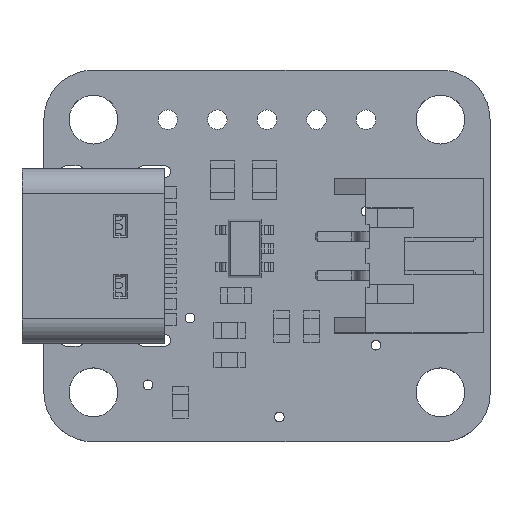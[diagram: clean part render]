
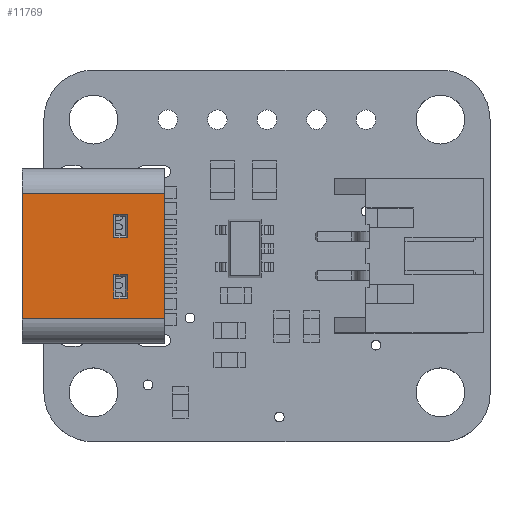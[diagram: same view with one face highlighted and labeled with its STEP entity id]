
A CAD part, top view. The second image highlights one B-rep face of the part: STEP entity #11769.
In plain terms, the highlighted planar face has unit normal (0, 0, 1).
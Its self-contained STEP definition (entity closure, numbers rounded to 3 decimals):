
#176=FACE_BOUND('',#1758,.T.);
#177=FACE_BOUND('',#1759,.T.);
#516=PLANE('',#12768);
#1086=FACE_OUTER_BOUND('',#1757,.T.);
#1757=EDGE_LOOP('',(#10030,#10031,#10032,#10033));
#1758=EDGE_LOOP('',(#10034,#10035,#10036,#10037));
#1759=EDGE_LOOP('',(#10038,#10039,#10040,#10041));
#2960=LINE('',#18986,#4248);
#2975=LINE('',#19052,#4263);
#2976=LINE('',#19054,#4264);
#2977=LINE('',#19055,#4265);
#2978=LINE('',#19058,#4266);
#2979=LINE('',#19060,#4267);
#2980=LINE('',#19062,#4268);
#2981=LINE('',#19063,#4269);
#2982=LINE('',#19066,#4270);
#2983=LINE('',#19068,#4271);
#2984=LINE('',#19070,#4272);
#2985=LINE('',#19071,#4273);
#4248=VECTOR('',#15489,6.44);
#4263=VECTOR('',#15562,7.3);
#4264=VECTOR('',#15563,6.44);
#4265=VECTOR('',#15564,7.3);
#4266=VECTOR('',#15565,1.2);
#4267=VECTOR('',#15566,0.7);
#4268=VECTOR('',#15567,1.2);
#4269=VECTOR('',#15568,0.7);
#4270=VECTOR('',#15569,1.2);
#4271=VECTOR('',#15570,0.7);
#4272=VECTOR('',#15571,1.2);
#4273=VECTOR('',#15572,0.7);
#5743=VERTEX_POINT('',#18983);
#5744=VERTEX_POINT('',#18985);
#5766=VERTEX_POINT('',#19051);
#5767=VERTEX_POINT('',#19053);
#5768=VERTEX_POINT('',#19056);
#5769=VERTEX_POINT('',#19057);
#5770=VERTEX_POINT('',#19059);
#5771=VERTEX_POINT('',#19061);
#5772=VERTEX_POINT('',#19064);
#5773=VERTEX_POINT('',#19065);
#5774=VERTEX_POINT('',#19067);
#5775=VERTEX_POINT('',#19069);
#7240=EDGE_CURVE('',#5744,#5743,#2960,.T.);
#7276=EDGE_CURVE('',#5743,#5766,#2975,.F.);
#7277=EDGE_CURVE('',#5767,#5766,#2976,.T.);
#7278=EDGE_CURVE('',#5767,#5744,#2977,.T.);
#7279=EDGE_CURVE('',#5768,#5769,#2978,.T.);
#7280=EDGE_CURVE('',#5769,#5770,#2979,.T.);
#7281=EDGE_CURVE('',#5770,#5771,#2980,.T.);
#7282=EDGE_CURVE('',#5771,#5768,#2981,.T.);
#7283=EDGE_CURVE('',#5772,#5773,#2982,.T.);
#7284=EDGE_CURVE('',#5773,#5774,#2983,.T.);
#7285=EDGE_CURVE('',#5774,#5775,#2984,.T.);
#7286=EDGE_CURVE('',#5775,#5772,#2985,.T.);
#10030=ORIENTED_EDGE('',*,*,#7240,.T.);
#10031=ORIENTED_EDGE('',*,*,#7276,.T.);
#10032=ORIENTED_EDGE('',*,*,#7277,.F.);
#10033=ORIENTED_EDGE('',*,*,#7278,.T.);
#10034=ORIENTED_EDGE('',*,*,#7279,.T.);
#10035=ORIENTED_EDGE('',*,*,#7280,.T.);
#10036=ORIENTED_EDGE('',*,*,#7281,.T.);
#10037=ORIENTED_EDGE('',*,*,#7282,.T.);
#10038=ORIENTED_EDGE('',*,*,#7283,.T.);
#10039=ORIENTED_EDGE('',*,*,#7284,.T.);
#10040=ORIENTED_EDGE('',*,*,#7285,.T.);
#10041=ORIENTED_EDGE('',*,*,#7286,.T.);
#11769=ADVANCED_FACE('',(#1086,#176,#177),#516,.F.);
#12768=AXIS2_PLACEMENT_3D('',#19050,#15560,#15561);
#15489=DIRECTION('',(-1.,0.,0.));
#15560=DIRECTION('center_axis',(0.,0.,-1.));
#15561=DIRECTION('ref_axis',(1.,0.,0.));
#15562=DIRECTION('',(0.,1.,0.));
#15563=DIRECTION('',(-1.,0.,0.));
#15564=DIRECTION('',(0.,1.,0.));
#15565=DIRECTION('',(1.,0.,0.));
#15566=DIRECTION('',(0.,-1.,0.));
#15567=DIRECTION('',(-1.,0.,0.));
#15568=DIRECTION('',(0.,1.,0.));
#15569=DIRECTION('',(1.,0.,0.));
#15570=DIRECTION('',(0.,-1.,0.));
#15571=DIRECTION('',(-1.,0.,0.));
#15572=DIRECTION('',(0.,1.,0.));
#18983=CARTESIAN_POINT('',(-3.205,7.321,3.262));
#18985=CARTESIAN_POINT('',(3.235,7.321,3.262));
#18986=CARTESIAN_POINT('',(3.235,7.321,3.262));
#19050=CARTESIAN_POINT('Origin',(-4.455,0.021,3.262));
#19051=CARTESIAN_POINT('',(-3.205,0.021,3.262));
#19052=CARTESIAN_POINT('',(-3.205,0.021,3.262));
#19053=CARTESIAN_POINT('',(3.235,0.021,3.262));
#19054=CARTESIAN_POINT('',(3.235,0.021,3.262));
#19055=CARTESIAN_POINT('',(3.235,0.021,3.262));
#19056=CARTESIAN_POINT('',(-2.136,5.421,3.262));
#19057=CARTESIAN_POINT('',(-0.936,5.421,3.262));
#19058=CARTESIAN_POINT('',(-2.136,5.421,3.262));
#19059=CARTESIAN_POINT('',(-0.936,4.721,3.262));
#19060=CARTESIAN_POINT('',(-0.936,5.421,3.262));
#19061=CARTESIAN_POINT('',(-2.136,4.721,3.262));
#19062=CARTESIAN_POINT('',(-0.936,4.721,3.262));
#19063=CARTESIAN_POINT('',(-2.136,4.721,3.262));
#19064=CARTESIAN_POINT('',(0.965,5.421,3.262));
#19065=CARTESIAN_POINT('',(2.165,5.421,3.262));
#19066=CARTESIAN_POINT('',(0.965,5.421,3.262));
#19067=CARTESIAN_POINT('',(2.165,4.721,3.262));
#19068=CARTESIAN_POINT('',(2.165,5.421,3.262));
#19069=CARTESIAN_POINT('',(0.965,4.721,3.262));
#19070=CARTESIAN_POINT('',(2.165,4.721,3.262));
#19071=CARTESIAN_POINT('',(0.965,4.721,3.262));
